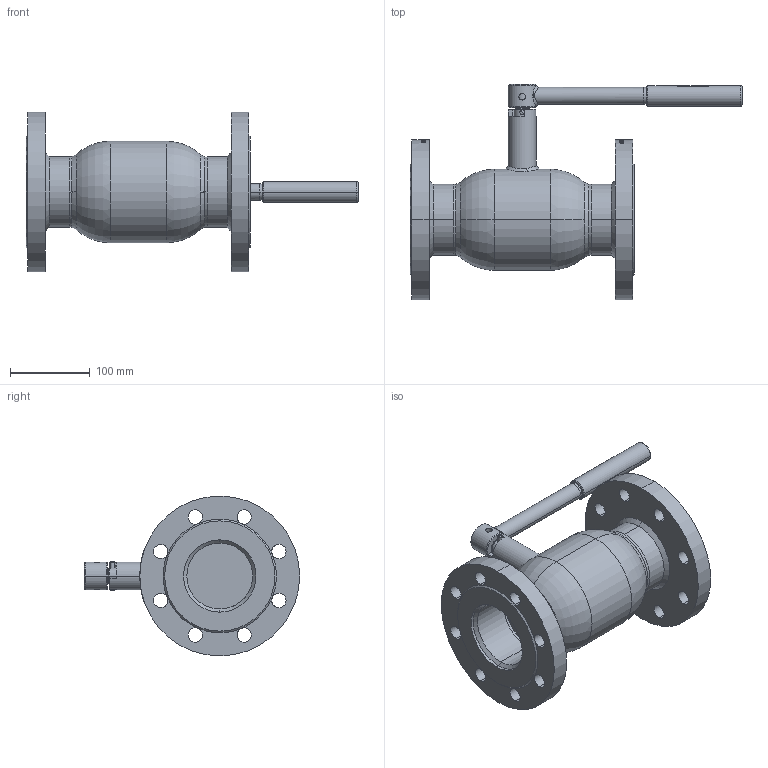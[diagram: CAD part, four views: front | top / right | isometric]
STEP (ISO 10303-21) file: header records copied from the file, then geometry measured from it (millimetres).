
FILE_DESCRIPTION (( 'STEP AP214' ), '1' );
FILE_NAME ('64103080 010.STEP', '2010-10-25T11:06:52', ( 'BROEN A/S' ), ( 'BROEN A/S' ), 'SwSTEP 2.0', 'SolidWorks 2009', '' );
FILE_SCHEMA (( 'AUTOMOTIVE_DESIGN' ));
Length unit declared in the file: millimetre
Products named in the file (1): 64103080 010
Bounding box: 415.42 x 269.5 x 200 mm (x, y, z)
Surface area: 344125.2 mm2 (no closed solid volume)
Topology: 0 solids, 48 shells, 326 faces, 1823 edges, 1484 vertices
Faces by surface type: cylinder 153, plane 62, bspline 55, cone 36, torus 12, sphere 8
Entity records: 49739 total; most frequent: CARTESIAN_POINT 33743, ORIENTED_EDGE 2374, DIRECTION 2079, EDGE_CURVE 1811, VERTEX_POINT 1484, B_SPLINE_CURVE_WITH_KNOTS 812, AXIS2_PLACEMENT_3D 812, CIRCLE 540
